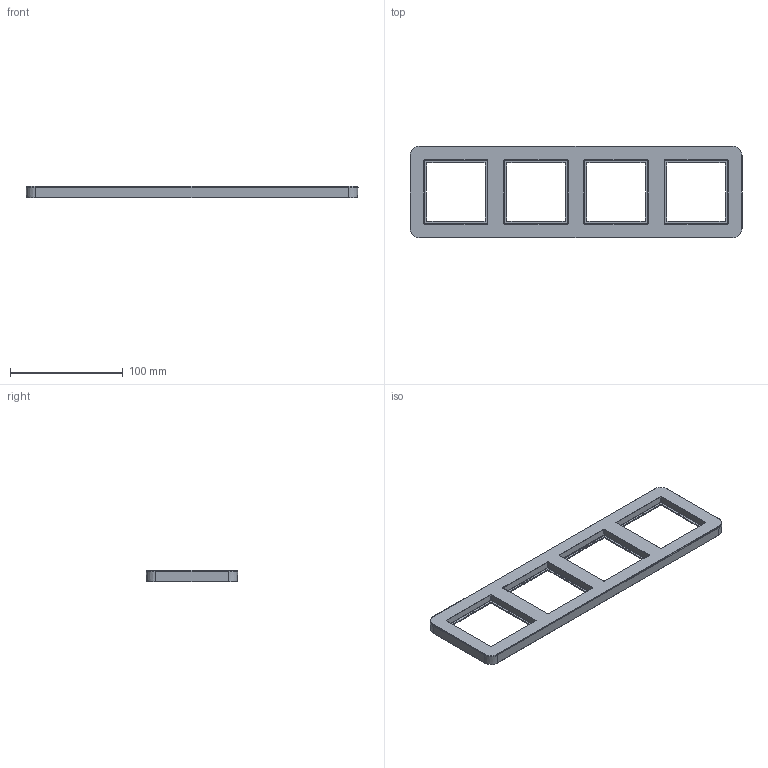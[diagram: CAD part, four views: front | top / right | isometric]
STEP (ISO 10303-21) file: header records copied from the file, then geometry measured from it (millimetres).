
FILE_DESCRIPTION((''),'2;1');
FILE_NAME('WAD7400_GEN_ASM','2025-04-09T08:20:46',('andolfs'),(''),'CREO PARAMETRIC BY PTC INC, 2023154','CREO PARAMETRIC BY PTC INC, 2023154','');
FILE_SCHEMA(('CONFIG_CONTROL_DESIGN','SHAPE_APPEARANCE_LAYERS_GROUPS'));
Products named in the file (3): W4G0078_18; W1A2317_GEN; WAD7400_GEN_ASM
Assembly tree (2 placements, depth 2):
  WAD7400_GEN_ASM
    W4G0078_18
    W1A2317_GEN
Bounding box: 294.5 x 81.5 x 10 mm (x, y, z)
Volume: 37773.7 mm3; surface area: 49824.7 mm2
Topology: 1 solids, 1 shells, 3362 faces, 8979 edges, 5806 vertices
Faces by surface type: plane 1394, extrusion 806, bspline 548, cylinder 498, torus 56, cone 44, revolution 16
Entity records: 184840 total; most frequent: CARTESIAN_POINT 81283, ORIENTED_EDGE 17958, DIRECTION 11699, PRESENTATION_STYLE_ASSIGNMENT 8980, STYLED_ITEM 8980, CURVE_STYLE 8979, EDGE_CURVE 8979, VECTOR 5857
